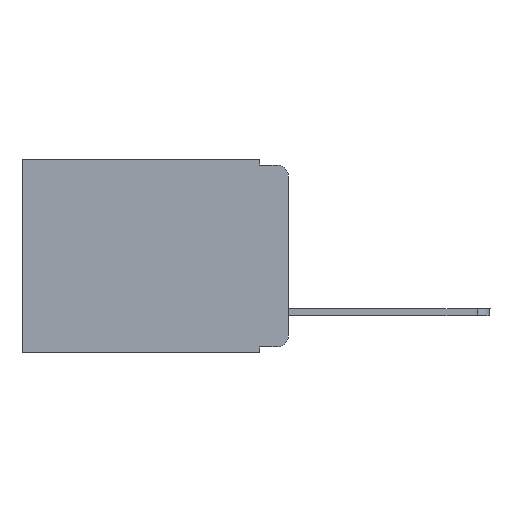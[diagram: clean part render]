
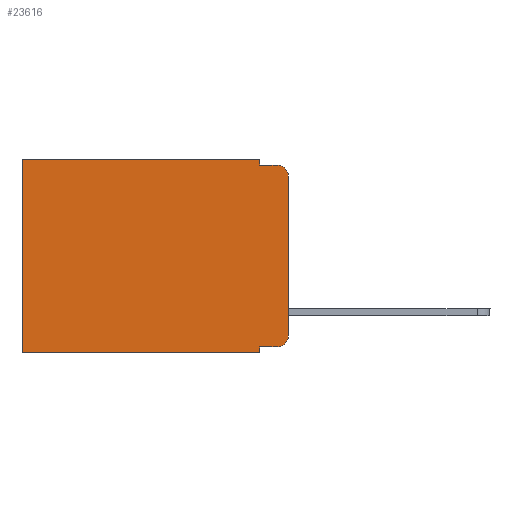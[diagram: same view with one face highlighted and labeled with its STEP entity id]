
A CAD part, left-side view. The second image highlights one B-rep face of the part: STEP entity #23616.
In plain terms, the highlighted planar face has unit normal (-1, 0, 0).
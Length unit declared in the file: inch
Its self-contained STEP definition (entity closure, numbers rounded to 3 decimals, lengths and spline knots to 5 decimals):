
#315 = ORIENTED_EDGE ( 'NONE', *, *, #8422, .T. ) ;
#1001 = VECTOR ( 'NONE', #9910, 39.37008 ) ;
#1050 = VECTOR ( 'NONE', #10190, 39.37008 ) ;
#1100 = CARTESIAN_POINT ( 'NONE',  ( 0.298, 0.02, -0.313 ) ) ;
#1535 = LINE ( 'NONE', #18523, #22849 ) ;
#1551 = CARTESIAN_POINT ( 'NONE',  ( 0.298, 0., -0.313 ) ) ;
#1910 = CARTESIAN_POINT ( 'NONE',  ( 0.298, 0.051, 0. ) ) ;
#2203 = VERTEX_POINT ( 'NONE', #10401 ) ;
#2988 = DIRECTION ( 'NONE',  ( 0., 0., -1. ) ) ;
#3222 = EDGE_CURVE ( 'NONE', #17433, #17486, #7589, .T. ) ;
#3425 = CARTESIAN_POINT ( 'NONE',  ( 0.298, 0.02, -0.333 ) ) ;
#3684 = DIRECTION ( 'NONE',  ( -1., 0., 0. ) ) ;
#3727 = CARTESIAN_POINT ( 'NONE',  ( 0.298, 0., 0. ) ) ;
#3999 = ORIENTED_EDGE ( 'NONE', *, *, #23079, .F. ) ;
#5017 = DIRECTION ( 'NONE',  ( 0., -1., 0. ) ) ;
#5036 = DIRECTION ( 'NONE',  ( 0., 0., -1. ) ) ;
#5548 = CARTESIAN_POINT ( 'NONE',  ( 0.298, 0., -0.03 ) ) ;
#5585 = ORIENTED_EDGE ( 'NONE', *, *, #11910, .T. ) ;
#5639 = LINE ( 'NONE', #1910, #10088 ) ;
#5931 = VECTOR ( 'NONE', #5017, 39.37008 ) ;
#6328 = VERTEX_POINT ( 'NONE', #9608 ) ;
#6586 = ORIENTED_EDGE ( 'NONE', *, *, #19013, .F. ) ;
#6842 = CARTESIAN_POINT ( 'NONE',  ( 0.298, 0.051, -0.343 ) ) ;
#7008 = CARTESIAN_POINT ( 'NONE',  ( 0.298, 0., 0. ) ) ;
#7087 = AXIS2_PLACEMENT_3D ( 'NONE', #1100, #14343, #2988 ) ;
#7589 = CIRCLE ( 'NONE', #7087, 0.02 ) ;
#7766 = CARTESIAN_POINT ( 'NONE',  ( 0.298, 0.051, 0. ) ) ;
#7837 = PLANE ( 'NONE',  #12692 ) ;
#8286 = VECTOR ( 'NONE', #22235, 39.37008 ) ;
#8422 = EDGE_CURVE ( 'NONE', #13513, #17185, #19613, .T. ) ;
#8945 = VERTEX_POINT ( 'NONE', #6842 ) ;
#8955 = ORIENTED_EDGE ( 'NONE', *, *, #3222, .T. ) ;
#8968 = LINE ( 'NONE', #10470, #23760 ) ;
#9131 = CARTESIAN_POINT ( 'NONE',  ( 0.298, 0.051, -0.01 ) ) ;
#9163 = ORIENTED_EDGE ( 'NONE', *, *, #15122, .T. ) ;
#9608 = CARTESIAN_POINT ( 'NONE',  ( 0.298, 0.473, -0.343 ) ) ;
#9666 = LINE ( 'NONE', #24652, #1001 ) ;
#9867 = VERTEX_POINT ( 'NONE', #7766 ) ;
#9910 = DIRECTION ( 'NONE',  ( 0., 0., -1. ) ) ;
#10014 = DIRECTION ( 'NONE',  ( 0., 0., -1. ) ) ;
#10088 = VECTOR ( 'NONE', #10014, 39.37008 ) ;
#10190 = DIRECTION ( 'NONE',  ( 0., -1., 0. ) ) ;
#10316 = LINE ( 'NONE', #17939, #1050 ) ;
#10401 = CARTESIAN_POINT ( 'NONE',  ( 0.298, 0.051, -0.333 ) ) ;
#10470 = CARTESIAN_POINT ( 'NONE',  ( 0.298, 0., -0.343 ) ) ;
#10623 = LINE ( 'NONE', #7008, #8286 ) ;
#10759 = VERTEX_POINT ( 'NONE', #13805 ) ;
#10962 = ORIENTED_EDGE ( 'NONE', *, *, #15320, .F. ) ;
#11120 = LINE ( 'NONE', #9131, #5931 ) ;
#11910 = EDGE_CURVE ( 'NONE', #9867, #10759, #18840, .T. ) ;
#12692 = AXIS2_PLACEMENT_3D ( 'NONE', #3727, #13237, #24462 ) ;
#12772 = ORIENTED_EDGE ( 'NONE', *, *, #20268, .T. ) ;
#13237 = DIRECTION ( 'NONE',  ( 1., 0., 0. ) ) ;
#13513 = VERTEX_POINT ( 'NONE', #5548 ) ;
#13805 = CARTESIAN_POINT ( 'NONE',  ( 0.298, 0.473, 0. ) ) ;
#14165 = EDGE_CURVE ( 'NONE', #8945, #6328, #8968, .T. ) ;
#14343 = DIRECTION ( 'NONE',  ( -1., 0., 0. ) ) ;
#15122 = EDGE_CURVE ( 'NONE', #10759, #6328, #1535, .T. ) ;
#15196 = ORIENTED_EDGE ( 'NONE', *, *, #21775, .F. ) ;
#15320 = EDGE_CURVE ( 'NONE', #9867, #16418, #5639, .T. ) ;
#16418 = VERTEX_POINT ( 'NONE', #24393 ) ;
#16428 = AXIS2_PLACEMENT_3D ( 'NONE', #22299, #3684, #18672 ) ;
#16843 = FACE_OUTER_BOUND ( 'NONE', #19594, .T. ) ;
#17185 = VERTEX_POINT ( 'NONE', #22929 ) ;
#17433 = VERTEX_POINT ( 'NONE', #3425 ) ;
#17486 = VERTEX_POINT ( 'NONE', #1551 ) ;
#17939 = CARTESIAN_POINT ( 'NONE',  ( 0.298, 0.051, -0.333 ) ) ;
#18523 = CARTESIAN_POINT ( 'NONE',  ( 0.298, 0.473, 0. ) ) ;
#18672 = DIRECTION ( 'NONE',  ( 0., 0., -1. ) ) ;
#18840 = LINE ( 'NONE', #19087, #20883 ) ;
#19013 = EDGE_CURVE ( 'NONE', #2203, #8945, #9666, .T. ) ;
#19077 = ORIENTED_EDGE ( 'NONE', *, *, #14165, .F. ) ;
#19087 = CARTESIAN_POINT ( 'NONE',  ( 0.298, 0., 0. ) ) ;
#19594 = EDGE_LOOP ( 'NONE', ( #15196, #315, #3999, #10962, #5585, #9163, #19077, #6586, #12772, #8955 ) ) ;
#19613 = CIRCLE ( 'NONE', #16428, 0.02 ) ;
#20268 = EDGE_CURVE ( 'NONE', #2203, #17433, #10316, .T. ) ;
#20448 = DIRECTION ( 'NONE',  ( 0., 1., 0. ) ) ;
#20883 = VECTOR ( 'NONE', #20448, 39.37008 ) ;
#21775 = EDGE_CURVE ( 'NONE', #13513, #17486, #10623, .T. ) ;
#22235 = DIRECTION ( 'NONE',  ( 0., 0., -1. ) ) ;
#22299 = CARTESIAN_POINT ( 'NONE',  ( 0.298, 0.02, -0.03 ) ) ;
#22849 = VECTOR ( 'NONE', #5036, 39.37008 ) ;
#22929 = CARTESIAN_POINT ( 'NONE',  ( 0.298, 0.02, -0.01 ) ) ;
#23079 = EDGE_CURVE ( 'NONE', #16418, #17185, #11120, .T. ) ;
#23616 = ADVANCED_FACE ( 'NONE', ( #16843 ), #7837, .F. ) ;
#23760 = VECTOR ( 'NONE', #24078, 39.37008 ) ;
#24078 = DIRECTION ( 'NONE',  ( 0., 1., 0. ) ) ;
#24393 = CARTESIAN_POINT ( 'NONE',  ( 0.298, 0.051, -0.01 ) ) ;
#24462 = DIRECTION ( 'NONE',  ( 0., 0., -1. ) ) ;
#24652 = CARTESIAN_POINT ( 'NONE',  ( 0.298, 0.051, 0. ) ) ;
